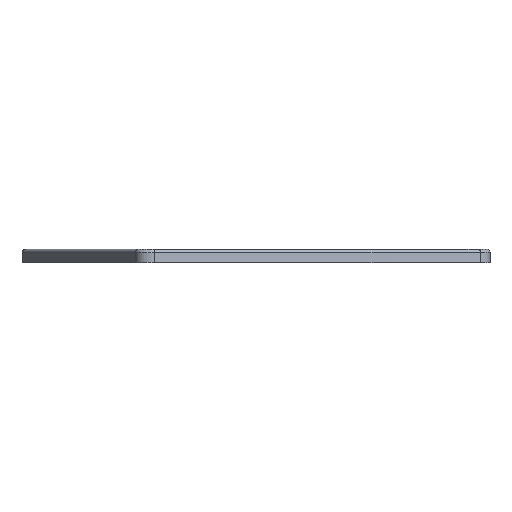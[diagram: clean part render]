
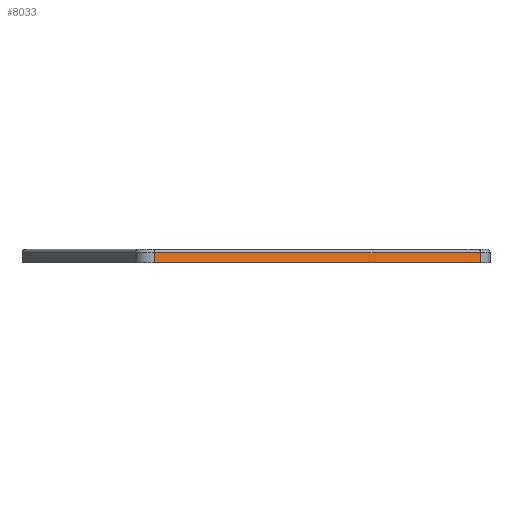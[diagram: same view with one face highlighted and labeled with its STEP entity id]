
A CAD part, front view. The second image highlights one B-rep face of the part: STEP entity #8033.
In plain terms, the highlighted planar face has unit normal (0.344, -0.939, 0).
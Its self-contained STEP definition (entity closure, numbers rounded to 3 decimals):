
#933=PLANE('',#8530);
#1093=FACE_OUTER_BOUND('',#1551,.T.);
#1551=EDGE_LOOP('',(#5540,#5541,#5542,#5543));
#2026=LINE('',#9759,#2683);
#2036=LINE('',#9814,#2693);
#2039=LINE('',#9819,#2696);
#2040=LINE('',#9821,#2697);
#2683=VECTOR('',#8718,10.);
#2693=VECTOR('',#8780,10.);
#2696=VECTOR('',#8787,10.);
#2697=VECTOR('',#8790,10.);
#3374=VERTEX_POINT('',#9756);
#3375=VERTEX_POINT('',#9758);
#3379=VERTEX_POINT('',#9768);
#3394=VERTEX_POINT('',#9808);
#4220=EDGE_CURVE('',#3374,#3375,#2026,.T.);
#4248=EDGE_CURVE('',#3379,#3394,#2036,.T.);
#4251=EDGE_CURVE('',#3394,#3374,#2039,.T.);
#4252=EDGE_CURVE('',#3379,#3375,#2040,.T.);
#5540=ORIENTED_EDGE('',*,*,#4248,.F.);
#5541=ORIENTED_EDGE('',*,*,#4252,.T.);
#5542=ORIENTED_EDGE('',*,*,#4220,.F.);
#5543=ORIENTED_EDGE('',*,*,#4251,.F.);
#8033=ADVANCED_FACE('',(#1093),#933,.T.);
#8530=AXIS2_PLACEMENT_3D('',#9820,#8788,#8789);
#8718=DIRECTION('',(-0.939,-0.344,0.));
#8780=DIRECTION('',(0.939,0.344,0.));
#8787=DIRECTION('',(0.,0.,-1.));
#8788=DIRECTION('center_axis',(0.344,-0.939,0.));
#8789=DIRECTION('ref_axis',(0.939,0.344,0.));
#8790=DIRECTION('',(0.,0.,-1.));
#9756=CARTESIAN_POINT('',(33.275,-48.999,14.629));
#9758=CARTESIAN_POINT('',(-64.364,-84.812,14.629));
#9759=CARTESIAN_POINT('',(-68.589,-86.362,14.629));
#9768=CARTESIAN_POINT('',(-64.364,-84.812,17.629));
#9808=CARTESIAN_POINT('',(33.275,-48.999,17.629));
#9814=CARTESIAN_POINT('',(-42.067,-76.634,17.629));
#9819=CARTESIAN_POINT('',(33.275,-48.999,16.629));
#9820=CARTESIAN_POINT('Origin',(-68.589,-86.362,16.629));
#9821=CARTESIAN_POINT('',(-64.364,-84.812,16.629));
